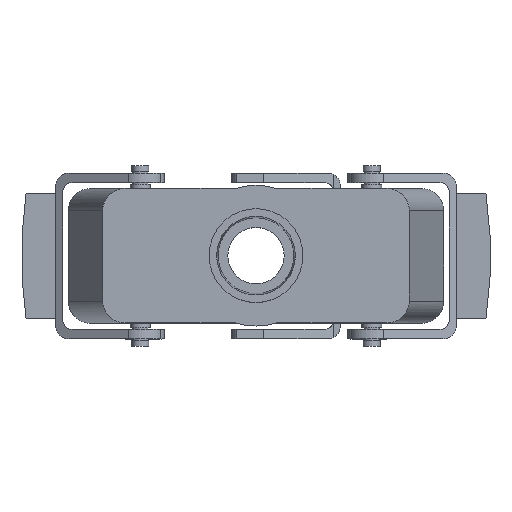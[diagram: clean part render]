
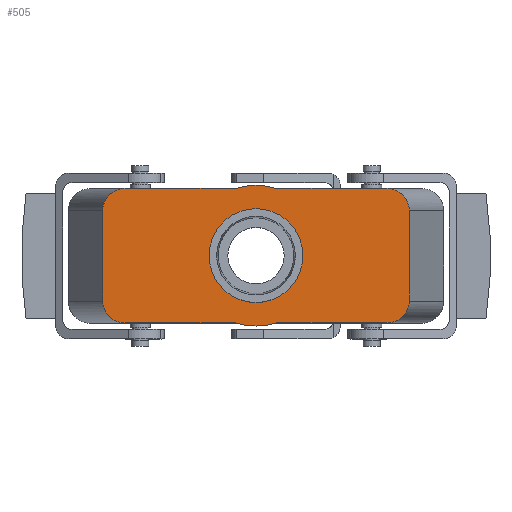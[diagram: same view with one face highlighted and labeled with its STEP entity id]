
A CAD part, top view. The second image highlights one B-rep face of the part: STEP entity #505.
In plain terms, the highlighted planar face has unit normal (0, 0, 1).
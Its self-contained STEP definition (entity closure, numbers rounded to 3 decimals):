
#505 = ADVANCED_FACE( '', ( #1133, #1134 ), #1135, .T. );
#1133 = FACE_BOUND( '', #1894, .T. );
#1134 = FACE_OUTER_BOUND( '', #1895, .T. );
#1135 = PLANE( '', #1896 );
#1894 = EDGE_LOOP( '', ( #3336 ) );
#1895 = EDGE_LOOP( '', ( #3337, #3338, #3339, #3340, #3341, #3342, #3343, #3344, #3345, #3346, #3347, #3348 ) );
#1896 = AXIS2_PLACEMENT_3D( '', #3349, #3350, #3351 );
#3336 = ORIENTED_EDGE( '', *, *, #4727, .F. );
#3337 = ORIENTED_EDGE( '', *, *, #4842, .F. );
#3338 = ORIENTED_EDGE( '', *, *, #4452, .F. );
#3339 = ORIENTED_EDGE( '', *, *, #4866, .F. );
#3340 = ORIENTED_EDGE( '', *, *, #4909, .T. );
#3341 = ORIENTED_EDGE( '', *, *, #4910, .T. );
#3342 = ORIENTED_EDGE( '', *, *, #4911, .T. );
#3343 = ORIENTED_EDGE( '', *, *, #4912, .F. );
#3344 = ORIENTED_EDGE( '', *, *, #4913, .T. );
#3345 = ORIENTED_EDGE( '', *, *, #4669, .F. );
#3346 = ORIENTED_EDGE( '', *, *, #4420, .F. );
#3347 = ORIENTED_EDGE( '', *, *, #4809, .T. );
#3348 = ORIENTED_EDGE( '', *, *, #4448, .F. );
#3349 = CARTESIAN_POINT( '', ( -49., 0., 61. ) );
#3350 = DIRECTION( '', ( 0., 0., 1. ) );
#3351 = DIRECTION( '', ( 1., 0., 0. ) );
#4420 = EDGE_CURVE( '', #5236, #5232, #5238, .T. );
#4448 = EDGE_CURVE( '', #5287, #5290, #5291, .T. );
#4452 = EDGE_CURVE( '', #5296, #5298, #5299, .T. );
#4669 = EDGE_CURVE( '', #5232, #5659, #5660, .T. );
#4727 = EDGE_CURVE( '', #5749, #5749, #5750, .T. );
#4809 = EDGE_CURVE( '', #5236, #5290, #5876, .T. );
#4842 = EDGE_CURVE( '', #5298, #5287, #5920, .T. );
#4866 = EDGE_CURVE( '', #5948, #5296, #5950, .T. );
#4909 = EDGE_CURVE( '', #5948, #6006, #6007, .T. );
#4910 = EDGE_CURVE( '', #6006, #6008, #6009, .T. );
#4911 = EDGE_CURVE( '', #6008, #6010, #6011, .T. );
#4912 = EDGE_CURVE( '', #6012, #6010, #6013, .T. );
#4913 = EDGE_CURVE( '', #6012, #5659, #6014, .T. );
#5232 = VERTEX_POINT( '', #6408 );
#5236 = VERTEX_POINT( '', #6414 );
#5238 = LINE( '', #6417, #6418 );
#5287 = VERTEX_POINT( '', #6491 );
#5290 = VERTEX_POINT( '', #6495 );
#5291 = LINE( '', #6496, #6497 );
#5296 = VERTEX_POINT( '', #6504 );
#5298 = VERTEX_POINT( '', #6507 );
#5299 = LINE( '', #6508, #6509 );
#5659 = VERTEX_POINT( '', #7120 );
#5660 = ELLIPSE( '', #7121, 7.246, 7. );
#5749 = VERTEX_POINT( '', #7242 );
#5750 = CIRCLE( '', #7243, 15. );
#5876 = ELLIPSE( '', #7411, 7.246, 7. );
#5920 = CIRCLE( '', #7508, 22.5 );
#5948 = VERTEX_POINT( '', #7546 );
#5950 = ELLIPSE( '', #7549, 7.246, 7. );
#6006 = VERTEX_POINT( '', #7656 );
#6007 = LINE( '', #7657, #7658 );
#6008 = VERTEX_POINT( '', #7659 );
#6009 = ELLIPSE( '', #7660, 7.246, 7. );
#6010 = VERTEX_POINT( '', #7661 );
#6011 = LINE( '', #7662, #7663 );
#6012 = VERTEX_POINT( '', #7664 );
#6013 = CIRCLE( '', #7665, 22.5 );
#6014 = LINE( '', #7666, #7667 );
#6408 = CARTESIAN_POINT( '', ( 49., -14.5, 61. ) );
#6414 = CARTESIAN_POINT( '', ( 49., 14.5, 61. ) );
#6417 = CARTESIAN_POINT( '', ( 49., 0., 61. ) );
#6418 = VECTOR( '', #8084, 1000. );
#6491 = CARTESIAN_POINT( '', ( 6.633, 21.5, 61. ) );
#6495 = CARTESIAN_POINT( '', ( 41.754, 21.5, 61. ) );
#6496 = CARTESIAN_POINT( '', ( -49., 21.5, 61. ) );
#6497 = VECTOR( '', #8108, 1000. );
#6504 = CARTESIAN_POINT( '', ( -41.754, 21.5, 61. ) );
#6507 = CARTESIAN_POINT( '', ( -6.633, 21.5, 61. ) );
#6508 = CARTESIAN_POINT( '', ( -49., 21.5, 61. ) );
#6509 = VECTOR( '', #8112, 1000. );
#7120 = CARTESIAN_POINT( '', ( 41.754, -21.5, 61. ) );
#7121 = AXIS2_PLACEMENT_3D( '', #8332, #8333, #8334 );
#7242 = CARTESIAN_POINT( '', ( 15., 0., 61. ) );
#7243 = AXIS2_PLACEMENT_3D( '', #8406, #8407, #8408 );
#7411 = AXIS2_PLACEMENT_3D( '', #8505, #8506, #8507 );
#7508 = AXIS2_PLACEMENT_3D( '', #8535, #8536, #8537 );
#7546 = CARTESIAN_POINT( '', ( -49., 14.5, 61. ) );
#7549 = AXIS2_PLACEMENT_3D( '', #8560, #8561, #8562 );
#7656 = CARTESIAN_POINT( '', ( -49., -14.5, 61. ) );
#7657 = CARTESIAN_POINT( '', ( -49., 0., 61. ) );
#7658 = VECTOR( '', #8599, 1000. );
#7659 = CARTESIAN_POINT( '', ( -41.754, -21.5, 61. ) );
#7660 = AXIS2_PLACEMENT_3D( '', #8600, #8601, #8602 );
#7661 = CARTESIAN_POINT( '', ( -6.633, -21.5, 61. ) );
#7662 = CARTESIAN_POINT( '', ( -49., -21.5, 61. ) );
#7663 = VECTOR( '', #8603, 1000. );
#7664 = CARTESIAN_POINT( '', ( 6.633, -21.5, 61. ) );
#7665 = AXIS2_PLACEMENT_3D( '', #8604, #8605, #8606 );
#7666 = CARTESIAN_POINT( '', ( -49., -21.5, 61. ) );
#7667 = VECTOR( '', #8607, 1000. );
#8084 = DIRECTION( '', ( 0., -1., 0. ) );
#8108 = DIRECTION( '', ( 1., 0., 0. ) );
#8112 = DIRECTION( '', ( 1., 0., 0. ) );
#8332 = CARTESIAN_POINT( '', ( 41.754, -14.5, 61. ) );
#8333 = DIRECTION( '', ( 0., 0., -1. ) );
#8334 = DIRECTION( '', ( 1., 0., 0. ) );
#8406 = CARTESIAN_POINT( '', ( 0., 0., 61. ) );
#8407 = DIRECTION( '', ( 0., 0., 1. ) );
#8408 = DIRECTION( '', ( 1., 0., 0. ) );
#8505 = CARTESIAN_POINT( '', ( 41.754, 14.5, 61. ) );
#8506 = DIRECTION( '', ( 0., 0., 1. ) );
#8507 = DIRECTION( '', ( 1., 0., 0. ) );
#8535 = CARTESIAN_POINT( '', ( 0., 0., 61. ) );
#8536 = DIRECTION( '', ( 0., 0., -1. ) );
#8537 = DIRECTION( '', ( -1., 0., 0. ) );
#8560 = CARTESIAN_POINT( '', ( -41.754, 14.5, 61. ) );
#8561 = DIRECTION( '', ( 0., 0., -1. ) );
#8562 = DIRECTION( '', ( -1., 0., 0. ) );
#8599 = DIRECTION( '', ( 0., -1., 0. ) );
#8600 = CARTESIAN_POINT( '', ( -41.754, -14.5, 61. ) );
#8601 = DIRECTION( '', ( 0., 0., 1. ) );
#8602 = DIRECTION( '', ( -1., 0., 0. ) );
#8603 = DIRECTION( '', ( 1., 0., 0. ) );
#8604 = CARTESIAN_POINT( '', ( 0., 0., 61. ) );
#8605 = DIRECTION( '', ( 0., 0., -1. ) );
#8606 = DIRECTION( '', ( -1., 0., 0. ) );
#8607 = DIRECTION( '', ( 1., 0., 0. ) );
